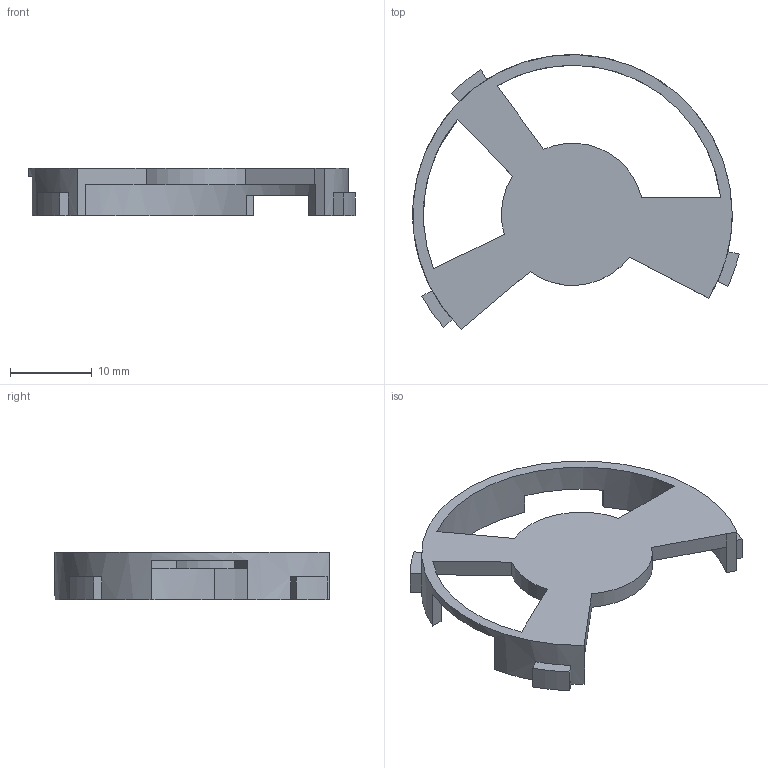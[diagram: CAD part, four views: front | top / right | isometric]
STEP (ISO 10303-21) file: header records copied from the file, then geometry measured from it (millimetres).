
FILE_DESCRIPTION(/* description */ (''),/* implementation_level */ '2;1');
FILE_NAME(/* name */ '压盖.stp',/* time_stamp */ '2024-07-31T14:46:42+08:00',/* author */ (''),/* organization */ (''),/* preprocessor_version */ 'ST-DEVELOPER v18.102',/* originating_system */ 'SIEMENS PLM Software NX2206.1700',/* authorisation */ '');
FILE_SCHEMA (('AUTOMOTIVE_DESIGN { 1 0 10303 214 3 1 1 1 }'));
Length unit declared in the file: millimetre
Products named in the file (1): V1 YAGAI
Bounding box: 39.8 x 33.52 x 5.8 mm (x, y, z)
Volume: 1485.2 mm3; surface area: 2172.9 mm2
Topology: 1 solids, 1 shells, 37 faces, 111 edges, 74 vertices
Faces by surface type: plane 27, cylinder 10
Entity records: 1295 total; most frequent: DIRECTION 225, CARTESIAN_POINT 223, ORIENTED_EDGE 222, EDGE_CURVE 111, AXIS2_PLACEMENT_3D 76, VERTEX_POINT 74, LINE 73, VECTOR 73
